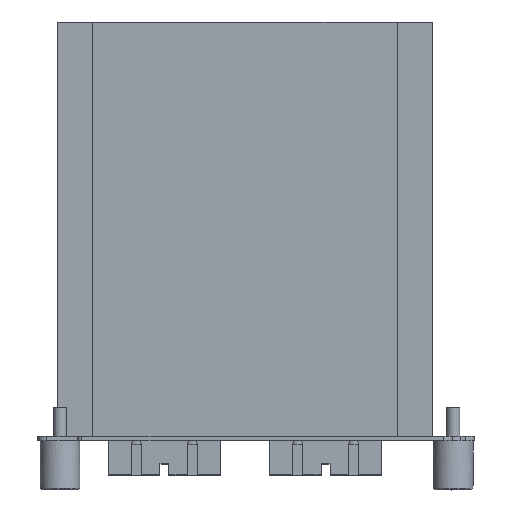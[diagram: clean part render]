
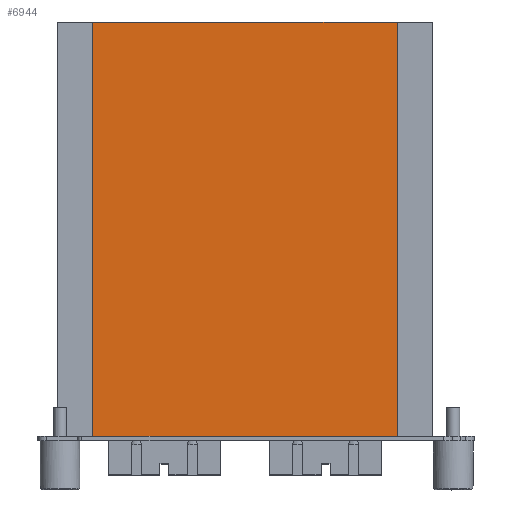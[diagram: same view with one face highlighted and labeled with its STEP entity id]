
A CAD part, top view. The second image highlights one B-rep face of the part: STEP entity #6944.
In plain terms, the highlighted planar face has unit normal (0, 0, 1).
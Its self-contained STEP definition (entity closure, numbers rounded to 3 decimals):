
#6931=AXIS2_PLACEMENT_3D('Plane Axis2P3D',#6928,#6929,#6930) ;
#56=CARTESIAN_POINT('Vertex',(81.5,12.144,35.65)) ;
#59=CARTESIAN_POINT('Line Origine',(47.,12.144,35.65)) ;
#63=CARTESIAN_POINT('Vertex',(12.5,12.144,35.65)) ;
#6523=CARTESIAN_POINT('Vertex',(12.5,106.144,35.65)) ;
#6526=CARTESIAN_POINT('Line Origine',(47.,106.144,35.65)) ;
#6530=CARTESIAN_POINT('Vertex',(81.5,106.144,35.65)) ;
#6915=CARTESIAN_POINT('Line Origine',(81.5,59.144,35.65)) ;
#6928=CARTESIAN_POINT('Axis2P3D Location',(12.5,12.144,35.65)) ;
#6933=CARTESIAN_POINT('Line Origine',(12.5,59.144,35.65)) ;
#60=DIRECTION('Vector Direction',(1.,0.,0.)) ;
#6527=DIRECTION('Vector Direction',(1.,0.,0.)) ;
#6916=DIRECTION('Vector Direction',(0.,1.,0.)) ;
#6929=DIRECTION('Axis2P3D Direction',(0.,0.,1.)) ;
#6930=DIRECTION('Axis2P3D XDirection',(1.,0.,0.)) ;
#6934=DIRECTION('Vector Direction',(0.,1.,0.)) ;
#61=VECTOR('Line Direction',#60,1.) ;
#6528=VECTOR('Line Direction',#6527,1.) ;
#6917=VECTOR('Line Direction',#6916,1.) ;
#6935=VECTOR('Line Direction',#6934,1.) ;
#6939=ORIENTED_EDGE('',*,*,#6937,.F.) ;
#6940=ORIENTED_EDGE('',*,*,#65,.T.) ;
#6941=ORIENTED_EDGE('',*,*,#6919,.T.) ;
#6942=ORIENTED_EDGE('',*,*,#6532,.F.) ;
#6944=ADVANCED_FACE('GEHAEUSE',(#6943),#6932,.T.) ;
#65=EDGE_CURVE('',#64,#57,#62,.T.) ;
#6532=EDGE_CURVE('',#6524,#6531,#6529,.T.) ;
#6919=EDGE_CURVE('',#57,#6531,#6918,.T.) ;
#6937=EDGE_CURVE('',#64,#6524,#6936,.T.) ;
#6938=EDGE_LOOP('',(#6939,#6940,#6941,#6942)) ;
#6943=FACE_OUTER_BOUND('',#6938,.T.) ;
#62=LINE('Line',#59,#61) ;
#6529=LINE('Line',#6526,#6528) ;
#6918=LINE('Line',#6915,#6917) ;
#6936=LINE('Line',#6933,#6935) ;
#6932=PLANE('',#6931) ;
#57=VERTEX_POINT('',#56) ;
#64=VERTEX_POINT('',#63) ;
#6524=VERTEX_POINT('',#6523) ;
#6531=VERTEX_POINT('',#6530) ;
